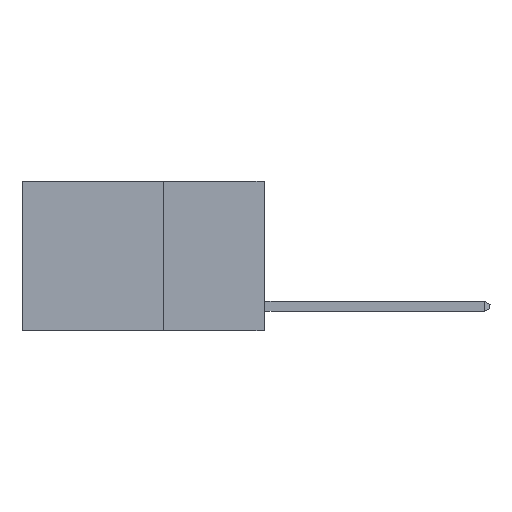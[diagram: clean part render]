
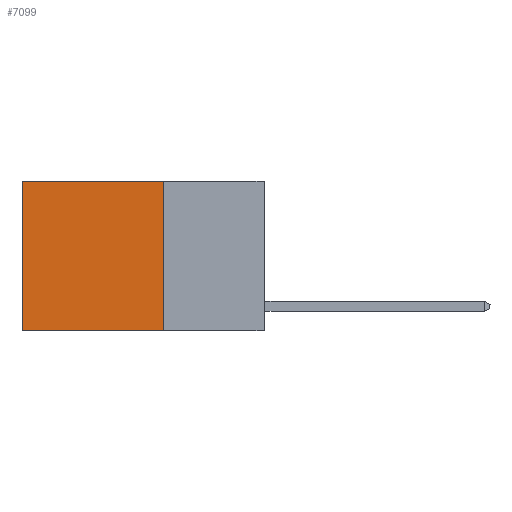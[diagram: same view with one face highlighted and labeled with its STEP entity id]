
A CAD part, left-side view. The second image highlights one B-rep face of the part: STEP entity #7099.
In plain terms, the highlighted planar face has unit normal (-1, 0, 0).
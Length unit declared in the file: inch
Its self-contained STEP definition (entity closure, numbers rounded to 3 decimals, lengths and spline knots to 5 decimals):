
#109 = VERTEX_POINT ( 'NONE', #28070 ) ;
#1413 = CARTESIAN_POINT ( 'NONE',  ( 0.2625, 0.6, 0. ) ) ;
#1860 = LINE ( 'NONE', #1413, #14189 ) ;
#2681 = VECTOR ( 'NONE', #9677, 39.37008 ) ;
#3711 = DIRECTION ( 'NONE',  ( 0., 0., -1. ) ) ;
#6523 = EDGE_CURVE ( 'NONE', #23576, #28319, #27474, .T. ) ;
#6691 = DIRECTION ( 'NONE',  ( 1., 0., 0. ) ) ;
#7084 = VECTOR ( 'NONE', #8005, 39.37008 ) ;
#7099 = ADVANCED_FACE ( 'NONE', ( #15199 ), #21836, .F. ) ;
#7511 = LINE ( 'NONE', #27692, #9489 ) ;
#7725 = CARTESIAN_POINT ( 'NONE',  ( 0.2625, 0.25, -0.37 ) ) ;
#7745 = ORIENTED_EDGE ( 'NONE', *, *, #14373, .F. ) ;
#8005 = DIRECTION ( 'NONE',  ( 0., 1., 0. ) ) ;
#9489 = VECTOR ( 'NONE', #9951, 39.37008 ) ;
#9677 = DIRECTION ( 'NONE',  ( 0., 0., -1. ) ) ;
#9951 = DIRECTION ( 'NONE',  ( 0., 1., 0. ) ) ;
#10372 = ORIENTED_EDGE ( 'NONE', *, *, #22309, .T. ) ;
#10377 = EDGE_LOOP ( 'NONE', ( #14403, #14033, #7745, #10372 ) ) ;
#10866 = DIRECTION ( 'NONE',  ( 0., 0., -1. ) ) ;
#14007 = LINE ( 'NONE', #16449, #2681 ) ;
#14033 = ORIENTED_EDGE ( 'NONE', *, *, #6523, .F. ) ;
#14189 = VECTOR ( 'NONE', #3711, 39.37008 ) ;
#14373 = EDGE_CURVE ( 'NONE', #109, #23576, #14007, .T. ) ;
#14403 = ORIENTED_EDGE ( 'NONE', *, *, #15733, .T. ) ;
#14476 = VERTEX_POINT ( 'NONE', #16733 ) ;
#15199 = FACE_OUTER_BOUND ( 'NONE', #10377, .T. ) ;
#15337 = CARTESIAN_POINT ( 'NONE',  ( 0.2625, 0.25, 0. ) ) ;
#15733 = EDGE_CURVE ( 'NONE', #14476, #28319, #1860, .T. ) ;
#16449 = CARTESIAN_POINT ( 'NONE',  ( 0.2625, 0.25, 0. ) ) ;
#16733 = CARTESIAN_POINT ( 'NONE',  ( 0.2625, 0.6, 0. ) ) ;
#17227 = AXIS2_PLACEMENT_3D ( 'NONE', #15337, #6691, #10866 ) ;
#19247 = CARTESIAN_POINT ( 'NONE',  ( 0.2625, 0.6, -0.37 ) ) ;
#20081 = CARTESIAN_POINT ( 'NONE',  ( 0.2625, 0.25, -0.37 ) ) ;
#21836 = PLANE ( 'NONE',  #17227 ) ;
#22309 = EDGE_CURVE ( 'NONE', #109, #14476, #7511, .T. ) ;
#23576 = VERTEX_POINT ( 'NONE', #20081 ) ;
#27474 = LINE ( 'NONE', #7725, #7084 ) ;
#27692 = CARTESIAN_POINT ( 'NONE',  ( 0.2625, 0.25, 0. ) ) ;
#28070 = CARTESIAN_POINT ( 'NONE',  ( 0.2625, 0.25, 0. ) ) ;
#28319 = VERTEX_POINT ( 'NONE', #19247 ) ;
